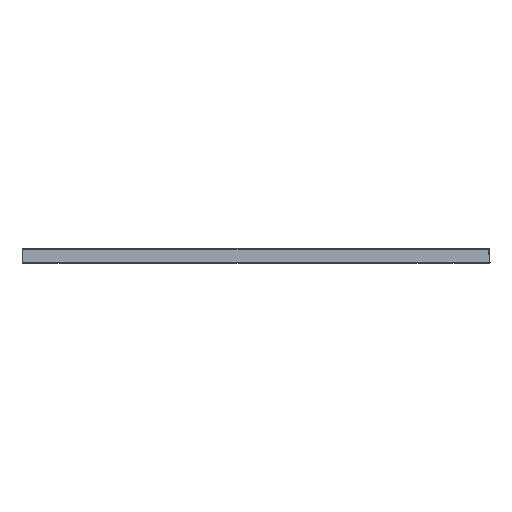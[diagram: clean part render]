
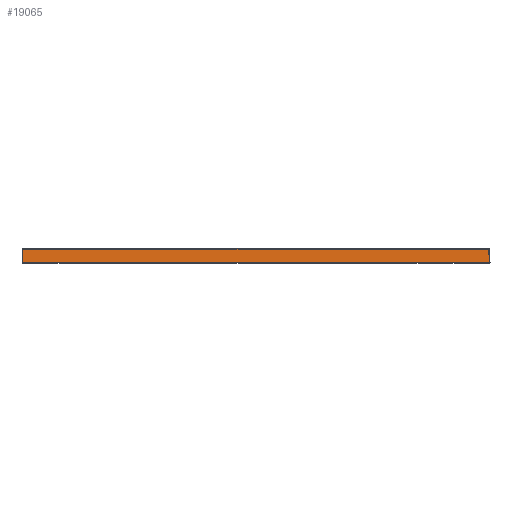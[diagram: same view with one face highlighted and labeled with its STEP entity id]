
A CAD part, top view. The second image highlights one B-rep face of the part: STEP entity #19065.
In plain terms, the highlighted planar face has unit normal (0, 0.035, 0.999).
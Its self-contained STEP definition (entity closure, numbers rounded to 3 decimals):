
#1=CARTESIAN_POINT('',(-600.,-2.001,436.173));
#2=CARTESIAN_POINT('',(-589.753,-2.007,436.173));
#3=CARTESIAN_POINT('',(-553.086,-2.028,436.174));
#4=CARTESIAN_POINT('',(-516.419,-2.039,436.174));
#5=CARTESIAN_POINT('',(-490.,-2.039,436.174));
#7=CARTESIAN_POINT('',(490.,-2.039,436.174));
#8=CARTESIAN_POINT('',(512.52,-2.039,436.174));
#9=CARTESIAN_POINT('',(557.35,-2.027,436.174));
#10=CARTESIAN_POINT('',(626.241,-1.986,436.173));
#11=CARTESIAN_POINT('',(672.611,-1.95,436.171));
#12=CARTESIAN_POINT('',(696.672,-1.932,436.171));
#14=DIRECTION('',(0.035,-0.999,0.035));
#15=VECTOR('',#14,38.115);
#16=CARTESIAN_POINT('',(696.672,-1.932,436.171));
#17=LINE('',#16,#15);
#18=DIRECTION('',(0.,-0.999,0.035));
#19=VECTOR('',#18,38.022);
#20=CARTESIAN_POINT('',(-600.,-2.001,436.173));
#21=LINE('',#20,#19);
#89=DIRECTION('',(1.,0.,0.));
#90=VECTOR('',#89,1298.001);
#91=CARTESIAN_POINT('',(-600.,-40.,437.5));
#92=LINE('',#91,#90);
#715=CARTESIAN_POINT('',(490.,-2.039,436.174));
#716=CARTESIAN_POINT('',(480.595,-2.039,436.174));
#717=CARTESIAN_POINT('',(462.266,-2.038,436.174));
#718=CARTESIAN_POINT('',(436.502,-2.036,436.174));
#719=CARTESIAN_POINT('',(411.604,-2.033,436.174));
#720=CARTESIAN_POINT('',(386.59,-2.028,436.174));
#721=CARTESIAN_POINT('',(362.867,-2.023,436.174));
#722=CARTESIAN_POINT('',(338.492,-2.018,436.174));
#723=CARTESIAN_POINT('',(313.269,-2.011,436.173));
#724=CARTESIAN_POINT('',(287.125,-2.004,436.173));
#725=CARTESIAN_POINT('',(258.602,-1.996,436.173));
#726=CARTESIAN_POINT('',(226.769,-1.987,436.173));
#727=CARTESIAN_POINT('',(190.653,-1.977,436.172));
#728=CARTESIAN_POINT('',(149.069,-1.966,436.172));
#729=CARTESIAN_POINT('',(117.09,-1.959,436.172));
#730=CARTESIAN_POINT('',(100.087,-1.955,436.171));
#762=DIRECTION('',(-1.,0.,0.));
#763=VECTOR('',#762,100.087);
#764=CARTESIAN_POINT('',(100.087,-1.955,436.171));
#765=LINE('',#764,#763);
#771=DIRECTION('',(-1.,0.,0.));
#772=VECTOR('',#771,100.087);
#773=CARTESIAN_POINT('',(0.,-1.955,
436.171));
#774=LINE('',#773,#772);
#805=CARTESIAN_POINT('',(-100.087,-1.955,436.171));
#806=CARTESIAN_POINT('',(-143.442,-1.964,436.172));
#807=CARTESIAN_POINT('',(-230.131,-1.983,436.172));
#808=CARTESIAN_POINT('',(-360.102,-2.011,436.173));
#809=CARTESIAN_POINT('',(-446.708,-2.029,436.174));
#810=CARTESIAN_POINT('',(-490.,-2.039,436.174));
#17342=CARTESIAN_POINT('',(-600.,-2.001,436.173));
#17343=CARTESIAN_POINT('',(-600.,-40.,437.5));
#17344=VERTEX_POINT('',#17342);
#17345=VERTEX_POINT('',#17343);
#17346=VERTEX_POINT('',#5);
#17347=VERTEX_POINT('',#805);
#17348=CARTESIAN_POINT('',(0.,-1.955,
436.171));
#17349=VERTEX_POINT('',#17348);
#17350=CARTESIAN_POINT('',(100.087,-1.955,
436.171));
#17351=VERTEX_POINT('',#17350);
#17352=VERTEX_POINT('',#715);
#17353=VERTEX_POINT('',#12);
#17354=CARTESIAN_POINT('',(698.001,-40.,
437.5));
#17355=VERTEX_POINT('',#17354);
#19040=CARTESIAN_POINT('',(49.001,-20.966,
436.835));
#19041=DIRECTION('',(0.,0.035,0.999));
#19042=DIRECTION('',(0.,0.999,-0.035));
#19043=AXIS2_PLACEMENT_3D('',#19040,#19041,#19042);
#19044=PLANE('',#19043);
#19046=ORIENTED_EDGE('',*,*,#19045,.F.);
#19048=ORIENTED_EDGE('',*,*,#19047,.T.);
#19050=ORIENTED_EDGE('',*,*,#19049,.F.);
#19052=ORIENTED_EDGE('',*,*,#19051,.F.);
#19054=ORIENTED_EDGE('',*,*,#19053,.F.);
#19056=ORIENTED_EDGE('',*,*,#19055,.F.);
#19058=ORIENTED_EDGE('',*,*,#19057,.T.);
#19060=ORIENTED_EDGE('',*,*,#19059,.T.);
#19062=ORIENTED_EDGE('',*,*,#19061,.F.);
#19063=EDGE_LOOP('',(#19046,#19048,#19050,#19052,#19054,#19056,#19058,#19060,
#19062));
#19064=FACE_OUTER_BOUND('',#19063,.F.);
#19065=ADVANCED_FACE('',(#19064),#19044,.T.);
#6=B_SPLINE_CURVE_WITH_KNOTS('',3,(#1,#2,#3,#4,#5),.UNSPECIFIED.,.F.,.F.,(4,1,
4),(0.,0.279,1.),.UNSPECIFIED.);
#13=B_SPLINE_CURVE_WITH_KNOTS('',3,(#7,#8,#9,#10,#11,#12),.UNSPECIFIED.,.F.,.F.,
(4,1,1,4),(0.,0.327,0.651,1.),.UNSPECIFIED.);
#731=B_SPLINE_CURVE_WITH_KNOTS('',3,(#715,#716,#717,#718,#719,#720,#721,#722,
#723,#724,#725,#726,#727,#728,#729,#730),.UNSPECIFIED.,.F.,.F.,(4,1,1,1,1,1,1,1,
1,1,1,1,1,4),(0.,0.077,0.154,0.231,
0.308,0.385,0.462,0.538,
0.615,0.692,0.769,0.846,
0.923,1.),.UNSPECIFIED.);
#811=B_SPLINE_CURVE_WITH_KNOTS('',3,(#805,#806,#807,#808,#809,#810),
.UNSPECIFIED.,.F.,.F.,(4,1,1,4),(0.,0.333,0.667,1.),
.UNSPECIFIED.);
#19045=EDGE_CURVE('',#17344,#17345,#21,.T.);
#19047=EDGE_CURVE('',#17344,#17346,#6,.T.);
#19049=EDGE_CURVE('',#17347,#17346,#811,.T.);
#19051=EDGE_CURVE('',#17349,#17347,#774,.T.);
#19053=EDGE_CURVE('',#17351,#17349,#765,.T.);
#19055=EDGE_CURVE('',#17352,#17351,#731,.T.);
#19057=EDGE_CURVE('',#17352,#17353,#13,.T.);
#19059=EDGE_CURVE('',#17353,#17355,#17,.T.);
#19061=EDGE_CURVE('',#17345,#17355,#92,.T.);
